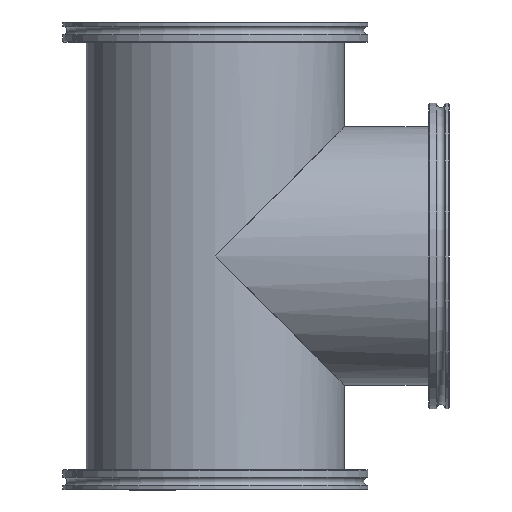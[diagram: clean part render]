
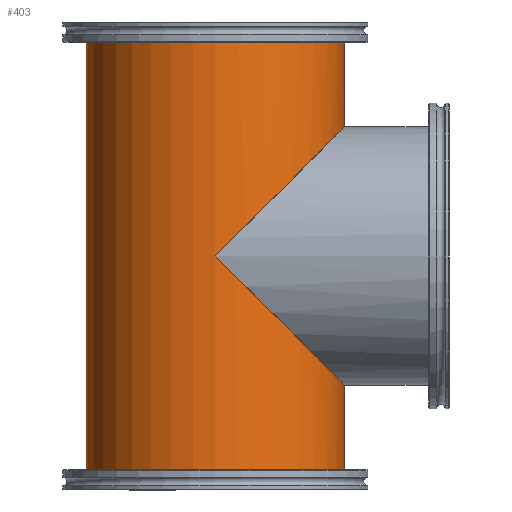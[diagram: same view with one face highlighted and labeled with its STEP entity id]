
A CAD part, left-side view. The second image highlights one B-rep face of the part: STEP entity #403.
In plain terms, the highlighted cylindrical face has radius 76.2 mm (diameter 152.4 mm), a full revolution.
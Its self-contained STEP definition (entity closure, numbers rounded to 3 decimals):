
#55=CIRCLE('',#507,76.2);
#56=CIRCLE('',#508,76.2);
#80=CYLINDRICAL_SURFACE('',#506,76.2);
#93=FACE_OUTER_BOUND('',#120,.T.);
#120=EDGE_LOOP('',(#292,#293,#294,#295,#296,#297,#298,#299));
#156=LINE('',#741,#175);
#157=LINE('',#743,#176);
#175=VECTOR('',#589,76.2);
#176=VECTOR('',#590,76.2);
#192=ELLIPSE('',#501,107.763,76.2);
#194=ELLIPSE('',#504,107.763,76.2);
#200=VERTEX_POINT('',#727);
#201=VERTEX_POINT('',#728);
#204=VERTEX_POINT('',#739);
#205=VERTEX_POINT('',#742);
#232=EDGE_CURVE('',#200,#201,#192,.T.);
#236=EDGE_CURVE('',#201,#200,#194,.T.);
#238=EDGE_CURVE('',#204,#204,#55,.T.);
#239=EDGE_CURVE('',#204,#201,#156,.T.);
#240=EDGE_CURVE('',#201,#205,#157,.T.);
#241=EDGE_CURVE('',#205,#205,#56,.T.);
#292=ORIENTED_EDGE('',*,*,#238,.F.);
#293=ORIENTED_EDGE('',*,*,#239,.T.);
#294=ORIENTED_EDGE('',*,*,#240,.T.);
#295=ORIENTED_EDGE('',*,*,#241,.F.);
#296=ORIENTED_EDGE('',*,*,#240,.F.);
#297=ORIENTED_EDGE('',*,*,#236,.T.);
#298=ORIENTED_EDGE('',*,*,#232,.T.);
#299=ORIENTED_EDGE('',*,*,#239,.F.);
#403=ADVANCED_FACE('',(#93),#80,.T.);
#501=AXIS2_PLACEMENT_3D('',#729,#573,#574);
#504=AXIS2_PLACEMENT_3D('',#736,#581,#582);
#506=AXIS2_PLACEMENT_3D('',#738,#585,#586);
#507=AXIS2_PLACEMENT_3D('',#740,#587,#588);
#508=AXIS2_PLACEMENT_3D('',#744,#591,#592);
#573=DIRECTION('center_axis',(0.,0.707,0.707));
#574=DIRECTION('ref_axis',(0.,-0.707,0.707));
#581=DIRECTION('center_axis',(0.,0.707,-0.707));
#582=DIRECTION('ref_axis',(0.,-0.707,-0.707));
#585=DIRECTION('center_axis',(0.,0.,1.));
#586=DIRECTION('ref_axis',(-1.,0.,0.));
#587=DIRECTION('center_axis',(0.,0.,1.));
#588=DIRECTION('ref_axis',(-1.,0.,0.));
#589=DIRECTION('',(0.,0.,-1.));
#590=DIRECTION('',(0.,0.,-1.));
#591=DIRECTION('center_axis',(0.,0.,-1.));
#592=DIRECTION('ref_axis',(-1.,0.,0.));
#727=CARTESIAN_POINT('',(-76.2,0.,131.5));
#728=CARTESIAN_POINT('',(76.2,0.,131.5));
#729=CARTESIAN_POINT('Origin',(0.,0.,131.5));
#736=CARTESIAN_POINT('Origin',(0.,0.,131.5));
#738=CARTESIAN_POINT('Origin',(0.,0.,0.));
#739=CARTESIAN_POINT('',(76.2,0.,263.));
#740=CARTESIAN_POINT('Origin',(0.,0.,263.));
#741=CARTESIAN_POINT('',(76.2,0.,0.));
#742=CARTESIAN_POINT('',(76.2,0.,0.));
#743=CARTESIAN_POINT('',(76.2,0.,0.));
#744=CARTESIAN_POINT('Origin',(0.,0.,0.));
